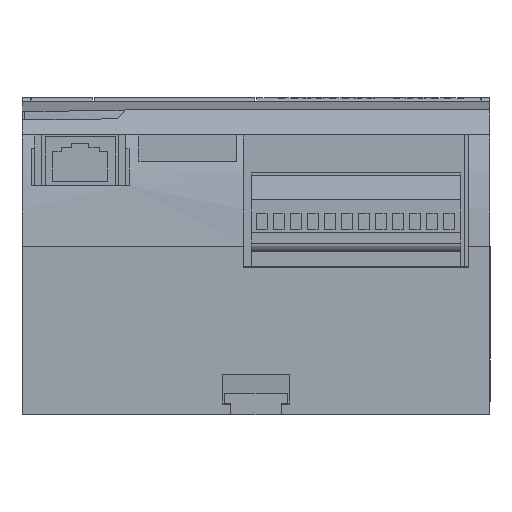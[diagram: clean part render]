
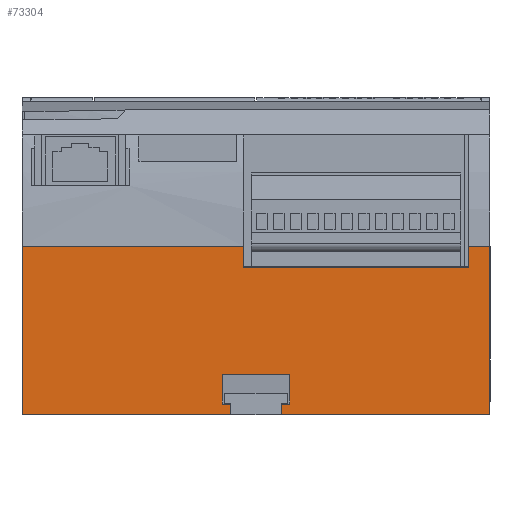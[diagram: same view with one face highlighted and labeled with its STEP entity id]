
A CAD part, front view. The second image highlights one B-rep face of the part: STEP entity #73304.
In plain terms, the highlighted planar face has unit normal (0, -1, 0).
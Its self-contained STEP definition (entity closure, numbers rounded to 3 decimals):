
#12628=VERTEX_POINT('',#96008);
#12629=VERTEX_POINT('',#96010);
#12633=VERTEX_POINT('',#96019);
#12640=VERTEX_POINT('',#96033);
#12682=VERTEX_POINT('',#96125);
#12683=VERTEX_POINT('',#96129);
#12684=VERTEX_POINT('',#96131);
#12685=VERTEX_POINT('',#96133);
#12686=VERTEX_POINT('',#96135);
#12687=VERTEX_POINT('',#96137);
#12688=VERTEX_POINT('',#96139);
#12689=VERTEX_POINT('',#96141);
#12690=VERTEX_POINT('',#96143);
#12691=VERTEX_POINT('',#96145);
#12692=VERTEX_POINT('',#96147);
#12693=VERTEX_POINT('',#96149);
#19092=VECTOR('',#81879,1.);
#19102=VECTOR('',#81894,1.);
#19131=VECTOR('',#81958,1.);
#19132=VECTOR('',#81960,1.);
#19133=VECTOR('',#81961,1.);
#19134=VECTOR('',#81962,1.);
#19135=VECTOR('',#81963,1.);
#19136=VECTOR('',#81964,1.);
#19137=VECTOR('',#81965,1.);
#19138=VECTOR('',#81966,1.);
#19139=VECTOR('',#81967,1.);
#19140=VECTOR('',#81968,1.);
#19141=VECTOR('',#81969,1.);
#19142=VECTOR('',#81970,1.);
#19143=VECTOR('',#81971,1.);
#19144=VECTOR('',#81972,1.);
#27207=LINE('',#96009,#19092);
#27217=LINE('',#96034,#19102);
#27246=LINE('',#96126,#19131);
#27247=LINE('',#96128,#19132);
#27248=LINE('',#96130,#19133);
#27249=LINE('',#96132,#19134);
#27250=LINE('',#96134,#19135);
#27251=LINE('',#96136,#19136);
#27252=LINE('',#96138,#19137);
#27253=LINE('',#96140,#19138);
#27254=LINE('',#96142,#19139);
#27255=LINE('',#96144,#19140);
#27256=LINE('',#96146,#19141);
#27257=LINE('',#96148,#19142);
#27258=LINE('',#96150,#19143);
#27259=LINE('',#96151,#19144);
#35395=EDGE_CURVE('',#12629,#12628,#27207,.T.);
#35407=EDGE_CURVE('',#12633,#12640,#27217,.T.);
#35452=EDGE_CURVE('',#12682,#12640,#27246,.T.);
#35453=EDGE_CURVE('',#12682,#12683,#27247,.T.);
#35454=EDGE_CURVE('',#12684,#12683,#27248,.T.);
#35455=EDGE_CURVE('',#12684,#12685,#27249,.T.);
#35456=EDGE_CURVE('',#12685,#12686,#27250,.T.);
#35457=EDGE_CURVE('',#12686,#12687,#27251,.T.);
#35458=EDGE_CURVE('',#12688,#12687,#27252,.T.);
#35459=EDGE_CURVE('',#12689,#12688,#27253,.T.);
#35460=EDGE_CURVE('',#12689,#12690,#27254,.T.);
#35461=EDGE_CURVE('',#12690,#12691,#27255,.T.);
#35462=EDGE_CURVE('',#12692,#12691,#27256,.T.);
#35463=EDGE_CURVE('',#12693,#12692,#27257,.T.);
#35464=EDGE_CURVE('',#12629,#12693,#27258,.T.);
#35465=EDGE_CURVE('',#12628,#12633,#27259,.T.);
#45240=ORIENTED_EDGE('',*,*,#35453,.T.);
#45241=ORIENTED_EDGE('',*,*,#35454,.F.);
#45242=ORIENTED_EDGE('',*,*,#35455,.T.);
#45243=ORIENTED_EDGE('',*,*,#35456,.T.);
#45244=ORIENTED_EDGE('',*,*,#35457,.T.);
#45245=ORIENTED_EDGE('',*,*,#35458,.F.);
#45246=ORIENTED_EDGE('',*,*,#35459,.F.);
#45247=ORIENTED_EDGE('',*,*,#35460,.T.);
#45248=ORIENTED_EDGE('',*,*,#35461,.T.);
#45249=ORIENTED_EDGE('',*,*,#35462,.F.);
#45250=ORIENTED_EDGE('',*,*,#35463,.F.);
#45251=ORIENTED_EDGE('',*,*,#35464,.F.);
#45252=ORIENTED_EDGE('',*,*,#35395,.T.);
#45253=ORIENTED_EDGE('',*,*,#35465,.T.);
#45254=ORIENTED_EDGE('',*,*,#35407,.T.);
#45255=ORIENTED_EDGE('',*,*,#35452,.F.);
#64601=EDGE_LOOP('',(#45240,#45241,#45242,#45243,#45244,#45245,#45246,#45247,
#45248,#45249,#45250,#45251,#45252,#45253,#45254,#45255));
#68970=FACE_BOUND('',#64601,.T.);
#73304=ADVANCED_FACE('',(#68970),#148084,.T.);
#77357=AXIS2_PLACEMENT_3D('',#96127,#81959,$);
#81879=DIRECTION('',(0.,0.,-1.));
#81894=DIRECTION('',(0.,0.,1.));
#81958=DIRECTION('',(1.,0.,0.));
#81959=DIRECTION('',(0.,-1.,0.));
#81960=DIRECTION('',(0.,0.,-1.));
#81961=DIRECTION('',(-1.,0.,0.));
#81962=DIRECTION('',(0.,0.,1.));
#81963=DIRECTION('',(-1.,0.,0.));
#81964=DIRECTION('',(0.,0.,1.));
#81965=DIRECTION('',(-1.,0.,0.));
#81966=DIRECTION('',(0.,0.,1.));
#81967=DIRECTION('',(-1.,0.,0.));
#81968=DIRECTION('',(0.,0.,-1.));
#81969=DIRECTION('',(-1.,0.,0.));
#81970=DIRECTION('',(0.,0.,-1.));
#81971=DIRECTION('',(1.,0.,0.));
#81972=DIRECTION('',(-1.,0.,0.));
#96008=CARTESIAN_POINT('',(105.,0.,34.1));
#96009=CARTESIAN_POINT('',(105.,0.,39.1));
#96010=CARTESIAN_POINT('',(105.,0.,39.1));
#96019=CARTESIAN_POINT('',(52.1,0.,34.1));
#96033=CARTESIAN_POINT('',(52.1,0.,39.1));
#96034=CARTESIAN_POINT('',(52.1,0.,34.1));
#96125=CARTESIAN_POINT('',(0.,0.,39.1));
#96126=CARTESIAN_POINT('',(0.,0.,39.1));
#96127=CARTESIAN_POINT('',(52.195,0.,84.1));
#96128=CARTESIAN_POINT('',(0.,0.,39.1));
#96129=CARTESIAN_POINT('',(0.,0.,-0.4));
#96130=CARTESIAN_POINT('',(49.,0.,-0.4));
#96131=CARTESIAN_POINT('',(49.,0.,-0.4));
#96132=CARTESIAN_POINT('',(49.,0.,-0.4));
#96133=CARTESIAN_POINT('',(49.,0.,2.078));
#96134=CARTESIAN_POINT('',(49.,0.,2.078));
#96135=CARTESIAN_POINT('',(47.05,0.,2.078));
#96136=CARTESIAN_POINT('',(47.05,0.,2.078));
#96137=CARTESIAN_POINT('',(47.05,0.,9.078));
#96138=CARTESIAN_POINT('',(62.95,0.,9.078));
#96139=CARTESIAN_POINT('',(62.95,0.,9.078));
#96140=CARTESIAN_POINT('',(62.95,0.,2.078));
#96141=CARTESIAN_POINT('',(62.95,0.,2.078));
#96142=CARTESIAN_POINT('',(62.95,0.,2.078));
#96143=CARTESIAN_POINT('',(61.,0.,2.078));
#96144=CARTESIAN_POINT('',(61.,0.,2.078));
#96145=CARTESIAN_POINT('',(61.,0.,-0.4));
#96146=CARTESIAN_POINT('',(110.,0.,-0.4));
#96147=CARTESIAN_POINT('',(110.,0.,-0.4));
#96148=CARTESIAN_POINT('',(110.,0.,39.1));
#96149=CARTESIAN_POINT('',(110.,0.,39.1));
#96150=CARTESIAN_POINT('',(105.,0.,39.1));
#96151=CARTESIAN_POINT('',(105.,0.,34.1));
#148084=PLANE('',#77357);
